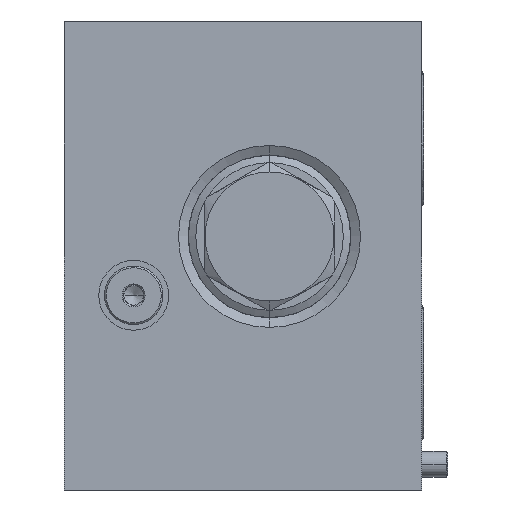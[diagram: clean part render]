
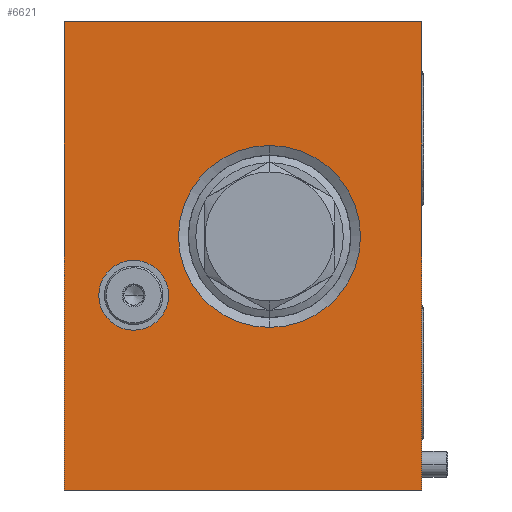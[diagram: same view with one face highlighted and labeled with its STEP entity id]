
A CAD part, left-side view. The second image highlights one B-rep face of the part: STEP entity #6621.
In plain terms, the highlighted planar face has unit normal (-1, 0, 0).
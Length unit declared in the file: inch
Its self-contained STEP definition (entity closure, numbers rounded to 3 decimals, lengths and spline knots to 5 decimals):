
#9=DIRECTION('',(0.,-1.,0.));
#10=VECTOR('',#9,3.438);
#11=CARTESIAN_POINT('',(0.,0.,0.));
#12=LINE('',#11,#10);
#836=DIRECTION('',(0.,0.,1.));
#837=VECTOR('',#836,4.5);
#838=CARTESIAN_POINT('',(0.,-3.438,0.));
#839=LINE('',#838,#837);
#980=DIRECTION('',(0.,0.,1.));
#981=VECTOR('',#980,4.5);
#982=CARTESIAN_POINT('',(0.,0.,0.));
#983=LINE('',#982,#981);
#984=CARTESIAN_POINT('',(0.,-1.974,2.438));
#985=DIRECTION('',(1.,0.,0.));
#986=DIRECTION('',(0.,0.,-1.));
#987=AXIS2_PLACEMENT_3D('',#984,#985,#986);
#989=CARTESIAN_POINT('',(0.,-1.974,2.438));
#990=DIRECTION('',(1.,0.,0.));
#991=DIRECTION('',(0.,0.,1.));
#992=AXIS2_PLACEMENT_3D('',#989,#990,#991);
#994=CARTESIAN_POINT('',(0.,-0.668,1.872));
#995=DIRECTION('',(1.,0.,0.));
#996=DIRECTION('',(0.,0.,-1.));
#997=AXIS2_PLACEMENT_3D('',#994,#995,#996);
#999=CARTESIAN_POINT('',(0.,-0.668,1.872));
#1000=DIRECTION('',(1.,0.,0.));
#1001=DIRECTION('',(0.,0.,1.));
#1002=AXIS2_PLACEMENT_3D('',#999,#1000,#1001);
#4652=DIRECTION('',(0.,-1.,0.));
#4653=VECTOR('',#4652,3.438);
#4654=CARTESIAN_POINT('',(0.,0.,4.5));
#4655=LINE('',#4654,#4653);
#5057=CARTESIAN_POINT('',(0.,0.,0.));
#5058=CARTESIAN_POINT('',(0.,-3.438,0.));
#5059=VERTEX_POINT('',#5057);
#5060=VERTEX_POINT('',#5058);
#5061=CARTESIAN_POINT('',(0.,0.,4.5));
#5062=CARTESIAN_POINT('',(0.,-3.438,4.5));
#5063=VERTEX_POINT('',#5061);
#5064=VERTEX_POINT('',#5062);
#5113=CARTESIAN_POINT('',(0.,-1.974,1.563));
#5114=CARTESIAN_POINT('',(0.,-1.974,3.313));
#5115=VERTEX_POINT('',#5113);
#5116=VERTEX_POINT('',#5114);
#5143=CARTESIAN_POINT('',(0.,-0.668,1.536));
#5144=CARTESIAN_POINT('',(0.,-0.668,2.208));
#5145=VERTEX_POINT('',#5143);
#5146=VERTEX_POINT('',#5144);
#6596=CARTESIAN_POINT('',(0.,0.,0.));
#6597=DIRECTION('',(-1.,0.,0.));
#6598=DIRECTION('',(0.,-1.,0.));
#6599=AXIS2_PLACEMENT_3D('',#6596,#6597,#6598);
#6600=PLANE('',#6599);
#6601=ORIENTED_EDGE('',*,*,#5742,.F.);
#6603=ORIENTED_EDGE('',*,*,#6602,.T.);
#6605=ORIENTED_EDGE('',*,*,#6604,.T.);
#6606=ORIENTED_EDGE('',*,*,#6506,.F.);
#6607=EDGE_LOOP('',(#6601,#6603,#6605,#6606));
#6608=FACE_OUTER_BOUND('',#6607,.F.);
#6610=ORIENTED_EDGE('',*,*,#6609,.F.);
#6612=ORIENTED_EDGE('',*,*,#6611,.F.);
#6613=EDGE_LOOP('',(#6610,#6612));
#6614=FACE_BOUND('',#6613,.F.);
#6616=ORIENTED_EDGE('',*,*,#6615,.F.);
#6618=ORIENTED_EDGE('',*,*,#6617,.F.);
#6619=EDGE_LOOP('',(#6616,#6618));
#6620=FACE_BOUND('',#6619,.F.);
#6621=ADVANCED_FACE('',(#6608,#6614,#6620),#6600,.T.);
#988=CIRCLE('',#987,0.875);
#993=CIRCLE('',#992,0.875);
#998=CIRCLE('',#997,0.336);
#1003=CIRCLE('',#1002,0.336);
#5742=EDGE_CURVE('',#5059,#5060,#12,.T.);
#6506=EDGE_CURVE('',#5060,#5064,#839,.T.);
#6602=EDGE_CURVE('',#5059,#5063,#983,.T.);
#6604=EDGE_CURVE('',#5063,#5064,#4655,.T.);
#6609=EDGE_CURVE('',#5115,#5116,#988,.T.);
#6611=EDGE_CURVE('',#5116,#5115,#993,.T.);
#6615=EDGE_CURVE('',#5145,#5146,#998,.T.);
#6617=EDGE_CURVE('',#5146,#5145,#1003,.T.);
